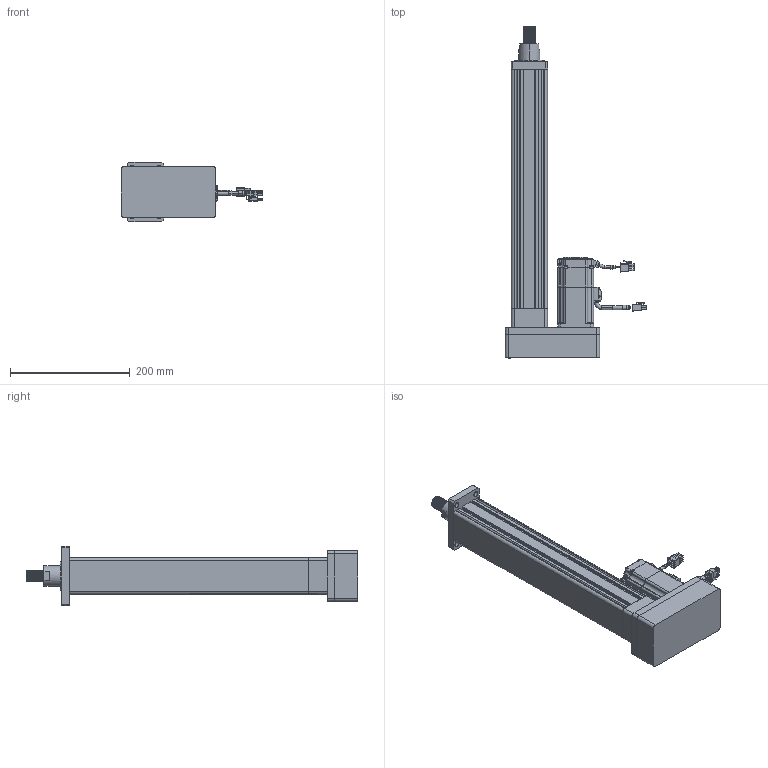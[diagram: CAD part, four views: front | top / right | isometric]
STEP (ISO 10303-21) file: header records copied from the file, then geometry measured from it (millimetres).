
FILE_DESCRIPTION (( 'STEP AP203' ), '1' );
FILE_NAME ('240921-HF-60缸折叠300行程装配体.STEP', '2024-09-21T02:18:08', ( '微软用户' ), ( '微软中国' ), 'SwSTEP 2.0', 'SolidWorks 2022', '' );
FILE_SCHEMA (( 'CONFIG_CONTROL_DESIGN' ));
Length unit declared in the file: millimetre
Products named in the file (12): _Cable Brake Top 04.stp; MHMF042L1V2 2; _Cable Motor Top Brake 04.stp; MHMF042L1V2 2.stp; _MHMF042L1U4.stp; _Cable Motor Bottom 04.stp; 240921-HF-60缸折叠300行程装配体; _MHMF Brake Connector 2 Pin_A6.stp; _Motor Connector_2.stp; _Cable Brake Bottom 04.stp; 60缸行程300折叠前法兰安装; _MHMF Connector 9 Pin_A6.stp
Assembly tree (11 placements, depth 4):
  240921-HF-60缸折叠300行程装配体
    60缸行程300折叠前法兰安装
    MHMF042L1V2 2
      MHMF042L1V2 2.stp
        _MHMF042L1U4.stp
        _Cable Motor Bottom 04.stp
        _Cable Motor Top Brake 04.stp
        _Motor Connector_2.stp
        _MHMF Brake Connector 2 Pin_A6.stp
        _Cable Brake Bottom 04.stp
        _Cable Brake Top 04.stp
        _MHMF Connector 9 Pin_A6.stp
Bounding box: 237.2 x 555 x 100 mm (x, y, z)
Volume: 1890920.6 mm3; surface area: 344373.1 mm2
Topology: 9 solids, 10 shells, 1300 faces, 3356 edges, 2182 vertices
Faces by surface type: plane 727, cylinder 438, cone 67, torus 42, sphere 24, bspline 2
Entity records: 43577 total; most frequent: CARTESIAN_POINT 10034, DIRECTION 6824, ORIENTED_EDGE 6708, EDGE_CURVE 3354, AXIS2_PLACEMENT_3D 2319, LINE 2186, VECTOR 2186, VERTEX_POINT 2182
